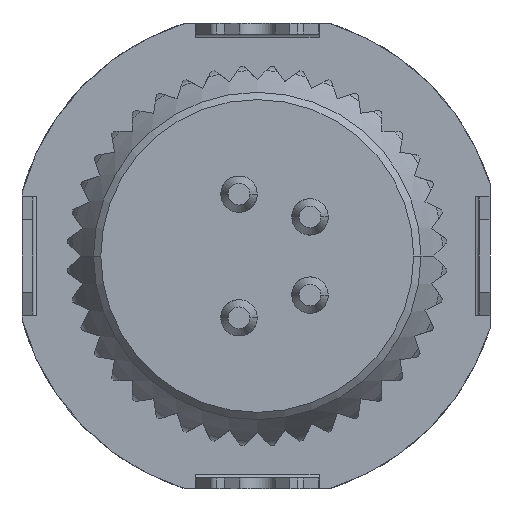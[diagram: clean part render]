
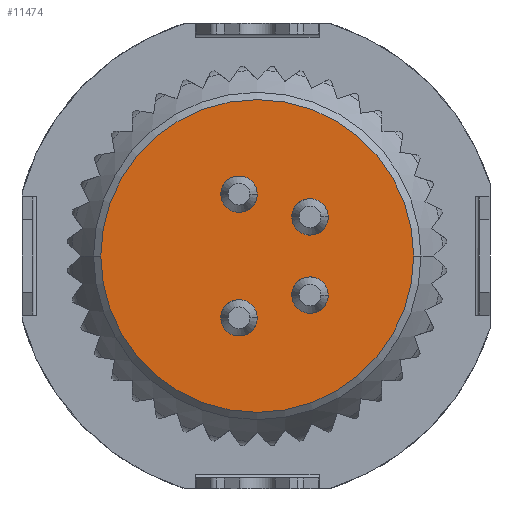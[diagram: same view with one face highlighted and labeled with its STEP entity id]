
A CAD part, left-side view. The second image highlights one B-rep face of the part: STEP entity #11474.
In plain terms, the highlighted planar face has unit normal (-1, 0, 0).
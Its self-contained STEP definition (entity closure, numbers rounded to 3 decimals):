
#3290=CARTESIAN_POINT('',(-15.,0.,0.));
#3291=DIRECTION('',(-1.,0.,0.));
#3292=DIRECTION('',(0.,-1.,0.));
#3293=AXIS2_PLACEMENT_3D('',#3290,#3291,#3292);
#3295=CARTESIAN_POINT('',(-15.,0.,0.));
#3296=DIRECTION('',(-1.,0.,0.));
#3297=DIRECTION('',(0.,1.,0.));
#3298=AXIS2_PLACEMENT_3D('',#3295,#3296,#3297);
#3300=CARTESIAN_POINT('',(-15.,-1.95,1.075));
#3301=CARTESIAN_POINT('',(-15.,-1.95,0.97));
#3302=CARTESIAN_POINT('',(-15.,-1.882,0.761));
#3303=CARTESIAN_POINT('',(-15.,-1.615,0.567));
#3304=CARTESIAN_POINT('',(-15.,-1.285,0.567));
#3305=CARTESIAN_POINT('',(-15.,-1.018,0.761));
#3306=CARTESIAN_POINT('',(-15.,-0.95,0.97));
#3307=CARTESIAN_POINT('',(-15.,-0.95,1.075));
#3335=CARTESIAN_POINT('',(-15.,-0.95,1.075));
#3336=CARTESIAN_POINT('',(-15.,-0.95,1.18));
#3337=CARTESIAN_POINT('',(-15.,-1.018,1.389));
#3338=CARTESIAN_POINT('',(-15.,-1.285,1.583));
#3339=CARTESIAN_POINT('',(-15.,-1.615,1.583));
#3340=CARTESIAN_POINT('',(-15.,-1.882,1.389));
#3341=CARTESIAN_POINT('',(-15.,-1.95,1.18));
#3342=CARTESIAN_POINT('',(-15.,-1.95,1.075));
#3412=CARTESIAN_POINT('',(-15.,-1.95,-1.075));
#3413=CARTESIAN_POINT('',(-15.,-1.95,-1.18));
#3414=CARTESIAN_POINT('',(-15.,-1.882,-1.389));
#3415=CARTESIAN_POINT('',(-15.,-1.615,-1.583));
#3416=CARTESIAN_POINT('',(-15.,-1.285,-1.583));
#3417=CARTESIAN_POINT('',(-15.,-1.018,-1.389));
#3418=CARTESIAN_POINT('',(-15.,-0.95,-1.18));
#3419=CARTESIAN_POINT('',(-15.,-0.95,-1.075));
#3447=CARTESIAN_POINT('',(-15.,-0.95,-1.075));
#3448=CARTESIAN_POINT('',(-15.,-0.95,-0.97));
#3449=CARTESIAN_POINT('',(-15.,-1.018,-0.761));
#3450=CARTESIAN_POINT('',(-15.,-1.285,-0.567));
#3451=CARTESIAN_POINT('',(-15.,-1.615,-0.567));
#3452=CARTESIAN_POINT('',(-15.,-1.882,-0.761));
#3453=CARTESIAN_POINT('',(-15.,-1.95,-0.97));
#3454=CARTESIAN_POINT('',(-15.,-1.95,-1.075));
#3524=CARTESIAN_POINT('',(-15.,0.,-1.7));
#3525=CARTESIAN_POINT('',(-15.,0.,-1.805));
#3526=CARTESIAN_POINT('',(-15.,0.068,-2.014));
#3527=CARTESIAN_POINT('',(-15.,0.335,-2.208));
#3528=CARTESIAN_POINT('',(-15.,0.665,-2.208));
#3529=CARTESIAN_POINT('',(-15.,0.932,-2.014));
#3530=CARTESIAN_POINT('',(-15.,1.,-1.805));
#3531=CARTESIAN_POINT('',(-15.,1.,-1.7));
#3559=CARTESIAN_POINT('',(-15.,1.,-1.7));
#3560=CARTESIAN_POINT('',(-15.,1.,-1.595));
#3561=CARTESIAN_POINT('',(-15.,0.932,-1.386));
#3562=CARTESIAN_POINT('',(-15.,0.665,-1.192));
#3563=CARTESIAN_POINT('',(-15.,0.335,-1.192));
#3564=CARTESIAN_POINT('',(-15.,0.068,-1.386));
#3565=CARTESIAN_POINT('',(-15.,0.,-1.595));
#3566=CARTESIAN_POINT('',(-15.,0.,-1.7));
#3636=CARTESIAN_POINT('',(-15.,0.,1.7));
#3637=CARTESIAN_POINT('',(-15.,0.,1.595));
#3638=CARTESIAN_POINT('',(-15.,0.068,1.386));
#3639=CARTESIAN_POINT('',(-15.,0.335,1.192));
#3640=CARTESIAN_POINT('',(-15.,0.665,1.192));
#3641=CARTESIAN_POINT('',(-15.,0.932,1.386));
#3642=CARTESIAN_POINT('',(-15.,1.,1.595));
#3643=CARTESIAN_POINT('',(-15.,1.,1.7));
#3671=CARTESIAN_POINT('',(-15.,1.,1.7));
#3672=CARTESIAN_POINT('',(-15.,1.,1.805));
#3673=CARTESIAN_POINT('',(-15.,0.932,2.014));
#3674=CARTESIAN_POINT('',(-15.,0.665,2.208));
#3675=CARTESIAN_POINT('',(-15.,0.335,2.208));
#3676=CARTESIAN_POINT('',(-15.,0.068,2.014));
#3677=CARTESIAN_POINT('',(-15.,0.,1.805));
#3678=CARTESIAN_POINT('',(-15.,0.,1.7));
#6425=CARTESIAN_POINT('',(-15.,-4.3,0.));
#6426=CARTESIAN_POINT('',(-15.,4.3,0.));
#6427=VERTEX_POINT('',#6425);
#6428=VERTEX_POINT('',#6426);
#7462=VERTEX_POINT('',#3636);
#7463=VERTEX_POINT('',#3643);
#7464=VERTEX_POINT('',#3524);
#7465=VERTEX_POINT('',#3531);
#7466=VERTEX_POINT('',#3412);
#7467=VERTEX_POINT('',#3419);
#7468=VERTEX_POINT('',#3300);
#7469=VERTEX_POINT('',#3307);
#11440=CARTESIAN_POINT('',(-15.,0.,0.));
#11441=DIRECTION('',(1.,0.,0.));
#11442=DIRECTION('',(0.,-1.,0.));
#11443=AXIS2_PLACEMENT_3D('',#11440,#11441,#11442);
#11444=PLANE('',#11443);
#11445=ORIENTED_EDGE('',*,*,#11430,.F.);
#11447=ORIENTED_EDGE('',*,*,#11446,.F.);
#11448=EDGE_LOOP('',(#11445,#11447));
#11449=FACE_OUTER_BOUND('',#11448,.F.);
#11451=ORIENTED_EDGE('',*,*,#11450,.F.);
#11453=ORIENTED_EDGE('',*,*,#11452,.F.);
#11454=EDGE_LOOP('',(#11451,#11453));
#11455=FACE_BOUND('',#11454,.F.);
#11457=ORIENTED_EDGE('',*,*,#11456,.F.);
#11459=ORIENTED_EDGE('',*,*,#11458,.F.);
#11460=EDGE_LOOP('',(#11457,#11459));
#11461=FACE_BOUND('',#11460,.F.);
#11463=ORIENTED_EDGE('',*,*,#11462,.F.);
#11465=ORIENTED_EDGE('',*,*,#11464,.F.);
#11466=EDGE_LOOP('',(#11463,#11465));
#11467=FACE_BOUND('',#11466,.F.);
#11469=ORIENTED_EDGE('',*,*,#11468,.F.);
#11471=ORIENTED_EDGE('',*,*,#11470,.F.);
#11472=EDGE_LOOP('',(#11469,#11471));
#11473=FACE_BOUND('',#11472,.F.);
#11474=ADVANCED_FACE('',(#11449,#11455,#11461,#11467,#11473),#11444,.F.);
#3294=CIRCLE('',#3293,4.3);
#3299=CIRCLE('',#3298,4.3);
#3308=B_SPLINE_CURVE_WITH_KNOTS('',3,(#3300,#3301,#3302,#3303,#3304,#3305,#3306,
#3307),.UNSPECIFIED.,.F.,.F.,(4,1,1,1,1,4),(0.,0.2,0.4,0.6,0.8,1.),
.UNSPECIFIED.);
#3343=B_SPLINE_CURVE_WITH_KNOTS('',3,(#3335,#3336,#3337,#3338,#3339,#3340,#3341,
#3342),.UNSPECIFIED.,.F.,.F.,(4,1,1,1,1,4),(0.,0.2,0.4,0.6,0.8,1.),
.UNSPECIFIED.);
#3420=B_SPLINE_CURVE_WITH_KNOTS('',3,(#3412,#3413,#3414,#3415,#3416,#3417,#3418,
#3419),.UNSPECIFIED.,.F.,.F.,(4,1,1,1,1,4),(0.,0.2,0.4,0.6,0.8,1.),
.UNSPECIFIED.);
#3455=B_SPLINE_CURVE_WITH_KNOTS('',3,(#3447,#3448,#3449,#3450,#3451,#3452,#3453,
#3454),.UNSPECIFIED.,.F.,.F.,(4,1,1,1,1,4),(0.,0.2,0.4,0.6,0.8,1.),
.UNSPECIFIED.);
#3532=B_SPLINE_CURVE_WITH_KNOTS('',3,(#3524,#3525,#3526,#3527,#3528,#3529,#3530,
#3531),.UNSPECIFIED.,.F.,.F.,(4,1,1,1,1,4),(0.,0.2,0.4,0.6,0.8,1.),
.UNSPECIFIED.);
#3567=B_SPLINE_CURVE_WITH_KNOTS('',3,(#3559,#3560,#3561,#3562,#3563,#3564,#3565,
#3566),.UNSPECIFIED.,.F.,.F.,(4,1,1,1,1,4),(0.,0.2,0.4,0.6,0.8,1.),
.UNSPECIFIED.);
#3644=B_SPLINE_CURVE_WITH_KNOTS('',3,(#3636,#3637,#3638,#3639,#3640,#3641,#3642,
#3643),.UNSPECIFIED.,.F.,.F.,(4,1,1,1,1,4),(0.,0.2,0.4,0.6,0.8,1.),
.UNSPECIFIED.);
#3679=B_SPLINE_CURVE_WITH_KNOTS('',3,(#3671,#3672,#3673,#3674,#3675,#3676,#3677,
#3678),.UNSPECIFIED.,.F.,.F.,(4,1,1,1,1,4),(0.,0.2,0.4,0.6,0.8,1.),
.UNSPECIFIED.);
#11430=EDGE_CURVE('',#6427,#6428,#3294,.T.);
#11446=EDGE_CURVE('',#6428,#6427,#3299,.T.);
#11450=EDGE_CURVE('',#7466,#7467,#3420,.T.);
#11452=EDGE_CURVE('',#7467,#7466,#3455,.T.);
#11456=EDGE_CURVE('',#7464,#7465,#3532,.T.);
#11458=EDGE_CURVE('',#7465,#7464,#3567,.T.);
#11462=EDGE_CURVE('',#7462,#7463,#3644,.T.);
#11464=EDGE_CURVE('',#7463,#7462,#3679,.T.);
#11468=EDGE_CURVE('',#7468,#7469,#3308,.T.);
#11470=EDGE_CURVE('',#7469,#7468,#3343,.T.);
